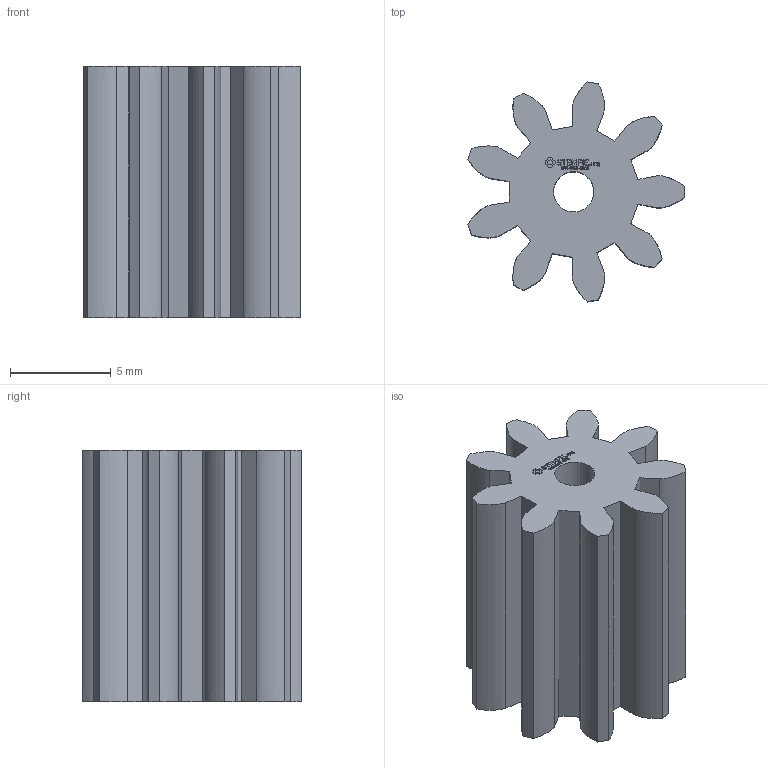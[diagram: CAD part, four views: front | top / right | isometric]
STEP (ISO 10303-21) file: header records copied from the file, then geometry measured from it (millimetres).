
FILE_DESCRIPTION(('FreeCAD Model'),'2;1');
FILE_NAME('Open CASCADE Shape Model','2024-03-09T16:31:31',(''),(''), 'Open CASCADE STEP processor 7.6','FreeCAD','Unknown');
FILE_SCHEMA(('AUTOMOTIVE_DESIGN { 1 0 10303 214 1 1 1 1 }'));
Length unit declared in the file: millimetre
Products named in the file (1): Gear Wheel PLN TTH09 BU01.00 SFT2.0mm - SPN-GWH-0016 (stemfie.org)
Bounding box: 10.75 x 10.92 x 12.5 mm (x, y, z)
Volume: 707.9 mm3; surface area: 922 mm2
Topology: 1 solids, 1 shells, 522 faces, 1467 edges, 978 vertices
Faces by surface type: plane 317, extrusion 204, cylinder 1
Full cylindrical faces by diameter (mm): 2 x1
Entity records: 37977 total; most frequent: CARTESIAN_POINT 9492, DIRECTION 4429, VECTOR 3785, LINE 3581, ORIENTED_EDGE 2934, PCURVE 2934, DEFINITIONAL_REPRESENTATION 2934, EDGE_CURVE 1467
